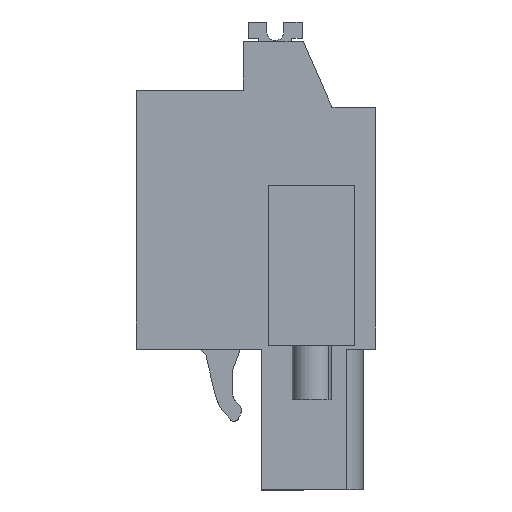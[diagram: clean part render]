
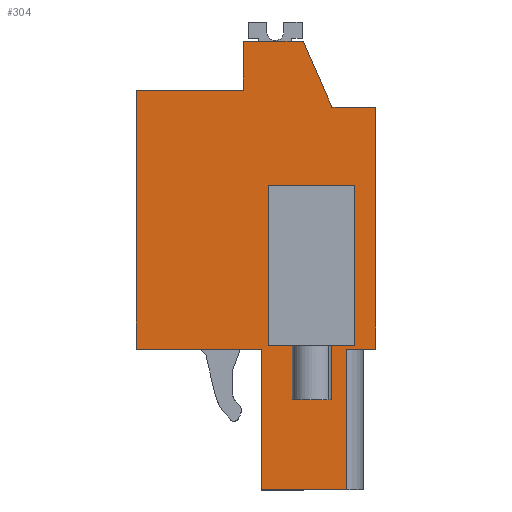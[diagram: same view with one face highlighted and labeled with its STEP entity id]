
A CAD part, left-side view. The second image highlights one B-rep face of the part: STEP entity #304.
In plain terms, the highlighted planar face has unit normal (-1, 0, 0).
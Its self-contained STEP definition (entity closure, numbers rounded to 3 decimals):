
#186=AXIS2_PLACEMENT_3D('Plane Axis2P3D',#183,#184,#185) ;
#42=CARTESIAN_POINT('Vertex',(4.9,7.85,26.59)) ;
#45=CARTESIAN_POINT('Line Origine',(4.9,6.075,26.59)) ;
#49=CARTESIAN_POINT('Vertex',(4.9,4.3,26.59)) ;
#132=CARTESIAN_POINT('Vertex',(4.9,7.85,23.69)) ;
#135=CARTESIAN_POINT('Line Origine',(4.9,7.85,25.14)) ;
#183=CARTESIAN_POINT('Axis2P3D Location',(4.9,6.8,8.35)) ;
#188=CARTESIAN_POINT('Line Origine',(4.9,1.725,4.175)) ;
#192=CARTESIAN_POINT('Vertex',(4.9,1.725,8.35)) ;
#194=CARTESIAN_POINT('Vertex',(4.9,1.725,0.)) ;
#197=CARTESIAN_POINT('Line Origine',(4.9,0.862,8.35)) ;
#201=CARTESIAN_POINT('Vertex',(4.9,0.,8.35)) ;
#204=CARTESIAN_POINT('Line Origine',(4.9,0.,15.52)) ;
#208=CARTESIAN_POINT('Vertex',(4.9,0.,22.69)) ;
#211=CARTESIAN_POINT('Line Origine',(4.9,1.3,22.69)) ;
#215=CARTESIAN_POINT('Vertex',(4.9,2.6,22.69)) ;
#218=CARTESIAN_POINT('Line Origine',(4.9,3.45,24.64)) ;
#223=CARTESIAN_POINT('Line Origine',(4.9,11.025,23.69)) ;
#227=CARTESIAN_POINT('Vertex',(4.9,14.2,23.69)) ;
#230=CARTESIAN_POINT('Line Origine',(4.9,14.2,16.02)) ;
#234=CARTESIAN_POINT('Vertex',(4.9,14.2,8.35)) ;
#237=CARTESIAN_POINT('Line Origine',(4.9,10.485,8.35)) ;
#241=CARTESIAN_POINT('Vertex',(4.9,6.771,8.35)) ;
#244=CARTESIAN_POINT('Line Origine',(4.9,6.771,4.175)) ;
#248=CARTESIAN_POINT('Vertex',(4.9,6.771,0.)) ;
#251=CARTESIAN_POINT('Line Origine',(4.9,4.248,0.)) ;
#270=CARTESIAN_POINT('Line Origine',(4.9,3.8,8.55)) ;
#274=CARTESIAN_POINT('Vertex',(4.9,6.35,8.55)) ;
#276=CARTESIAN_POINT('Vertex',(4.9,1.25,8.55)) ;
#279=CARTESIAN_POINT('Line Origine',(4.9,6.35,13.3)) ;
#283=CARTESIAN_POINT('Vertex',(4.9,6.35,18.05)) ;
#286=CARTESIAN_POINT('Line Origine',(4.9,3.8,18.05)) ;
#290=CARTESIAN_POINT('Vertex',(4.9,1.25,18.05)) ;
#293=CARTESIAN_POINT('Line Origine',(4.9,1.25,13.3)) ;
#46=DIRECTION('Vector Direction',(0.,1.,0.)) ;
#136=DIRECTION('Vector Direction',(0.,0.,-1.)) ;
#184=DIRECTION('Axis2P3D Direction',(1.,0.,0.)) ;
#185=DIRECTION('Axis2P3D XDirection',(0.,1.,0.)) ;
#189=DIRECTION('Vector Direction',(0.,0.,-1.)) ;
#198=DIRECTION('Vector Direction',(0.,-1.,0.)) ;
#205=DIRECTION('Vector Direction',(0.,0.,-1.)) ;
#212=DIRECTION('Vector Direction',(0.,1.,0.)) ;
#219=DIRECTION('Vector Direction',(0.,0.4,0.917)) ;
#224=DIRECTION('Vector Direction',(0.,1.,0.)) ;
#231=DIRECTION('Vector Direction',(0.,0.,1.)) ;
#238=DIRECTION('Vector Direction',(0.,1.,0.)) ;
#245=DIRECTION('Vector Direction',(0.,0.,-1.)) ;
#252=DIRECTION('Vector Direction',(0.,1.,0.)) ;
#271=DIRECTION('Vector Direction',(0.,-1.,0.)) ;
#280=DIRECTION('Vector Direction',(0.,0.,-1.)) ;
#287=DIRECTION('Vector Direction',(0.,-1.,0.)) ;
#294=DIRECTION('Vector Direction',(0.,0.,-1.)) ;
#47=VECTOR('Line Direction',#46,1.) ;
#137=VECTOR('Line Direction',#136,1.) ;
#190=VECTOR('Line Direction',#189,1.) ;
#199=VECTOR('Line Direction',#198,1.) ;
#206=VECTOR('Line Direction',#205,1.) ;
#213=VECTOR('Line Direction',#212,1.) ;
#220=VECTOR('Line Direction',#219,1.) ;
#225=VECTOR('Line Direction',#224,1.) ;
#232=VECTOR('Line Direction',#231,1.) ;
#239=VECTOR('Line Direction',#238,1.) ;
#246=VECTOR('Line Direction',#245,1.) ;
#253=VECTOR('Line Direction',#252,1.) ;
#272=VECTOR('Line Direction',#271,1.) ;
#281=VECTOR('Line Direction',#280,1.) ;
#288=VECTOR('Line Direction',#287,1.) ;
#295=VECTOR('Line Direction',#294,1.) ;
#257=ORIENTED_EDGE('',*,*,#196,.F.) ;
#258=ORIENTED_EDGE('',*,*,#203,.F.) ;
#259=ORIENTED_EDGE('',*,*,#210,.F.) ;
#260=ORIENTED_EDGE('',*,*,#217,.T.) ;
#261=ORIENTED_EDGE('',*,*,#222,.T.) ;
#262=ORIENTED_EDGE('',*,*,#51,.T.) ;
#263=ORIENTED_EDGE('',*,*,#139,.T.) ;
#264=ORIENTED_EDGE('',*,*,#229,.T.) ;
#265=ORIENTED_EDGE('',*,*,#236,.F.) ;
#266=ORIENTED_EDGE('',*,*,#243,.F.) ;
#267=ORIENTED_EDGE('',*,*,#250,.T.) ;
#268=ORIENTED_EDGE('',*,*,#255,.F.) ;
#299=ORIENTED_EDGE('',*,*,#278,.F.) ;
#300=ORIENTED_EDGE('',*,*,#285,.F.) ;
#301=ORIENTED_EDGE('',*,*,#292,.F.) ;
#302=ORIENTED_EDGE('',*,*,#297,.T.) ;
#303=FACE_BOUND('',#298,.T.) ;
#304=ADVANCED_FACE('HOUSING',(#269,#303),#187,.F.) ;
#51=EDGE_CURVE('',#50,#43,#48,.T.) ;
#139=EDGE_CURVE('',#43,#133,#138,.T.) ;
#196=EDGE_CURVE('',#193,#195,#191,.T.) ;
#203=EDGE_CURVE('',#202,#193,#200,.F.) ;
#210=EDGE_CURVE('',#209,#202,#207,.T.) ;
#217=EDGE_CURVE('',#209,#216,#214,.T.) ;
#222=EDGE_CURVE('',#216,#50,#221,.T.) ;
#229=EDGE_CURVE('',#133,#228,#226,.T.) ;
#236=EDGE_CURVE('',#235,#228,#233,.T.) ;
#243=EDGE_CURVE('',#242,#235,#240,.T.) ;
#250=EDGE_CURVE('',#242,#249,#247,.T.) ;
#255=EDGE_CURVE('',#195,#249,#254,.T.) ;
#278=EDGE_CURVE('',#275,#277,#273,.T.) ;
#285=EDGE_CURVE('',#284,#275,#282,.T.) ;
#292=EDGE_CURVE('',#291,#284,#289,.F.) ;
#297=EDGE_CURVE('',#291,#277,#296,.T.) ;
#256=EDGE_LOOP('',(#257,#258,#259,#260,#261,#262,#263,#264,#265,#266,#267,#268)) ;
#298=EDGE_LOOP('',(#299,#300,#301,#302)) ;
#269=FACE_OUTER_BOUND('',#256,.T.) ;
#48=LINE('Line',#45,#47) ;
#138=LINE('Line',#135,#137) ;
#191=LINE('Line',#188,#190) ;
#200=LINE('Line',#197,#199) ;
#207=LINE('Line',#204,#206) ;
#214=LINE('Line',#211,#213) ;
#221=LINE('Line',#218,#220) ;
#226=LINE('Line',#223,#225) ;
#233=LINE('Line',#230,#232) ;
#240=LINE('Line',#237,#239) ;
#247=LINE('Line',#244,#246) ;
#254=LINE('Line',#251,#253) ;
#273=LINE('Line',#270,#272) ;
#282=LINE('Line',#279,#281) ;
#289=LINE('Line',#286,#288) ;
#296=LINE('Line',#293,#295) ;
#187=PLANE('',#186) ;
#43=VERTEX_POINT('',#42) ;
#50=VERTEX_POINT('',#49) ;
#133=VERTEX_POINT('',#132) ;
#193=VERTEX_POINT('',#192) ;
#195=VERTEX_POINT('',#194) ;
#202=VERTEX_POINT('',#201) ;
#209=VERTEX_POINT('',#208) ;
#216=VERTEX_POINT('',#215) ;
#228=VERTEX_POINT('',#227) ;
#235=VERTEX_POINT('',#234) ;
#242=VERTEX_POINT('',#241) ;
#249=VERTEX_POINT('',#248) ;
#275=VERTEX_POINT('',#274) ;
#277=VERTEX_POINT('',#276) ;
#284=VERTEX_POINT('',#283) ;
#291=VERTEX_POINT('',#290) ;
